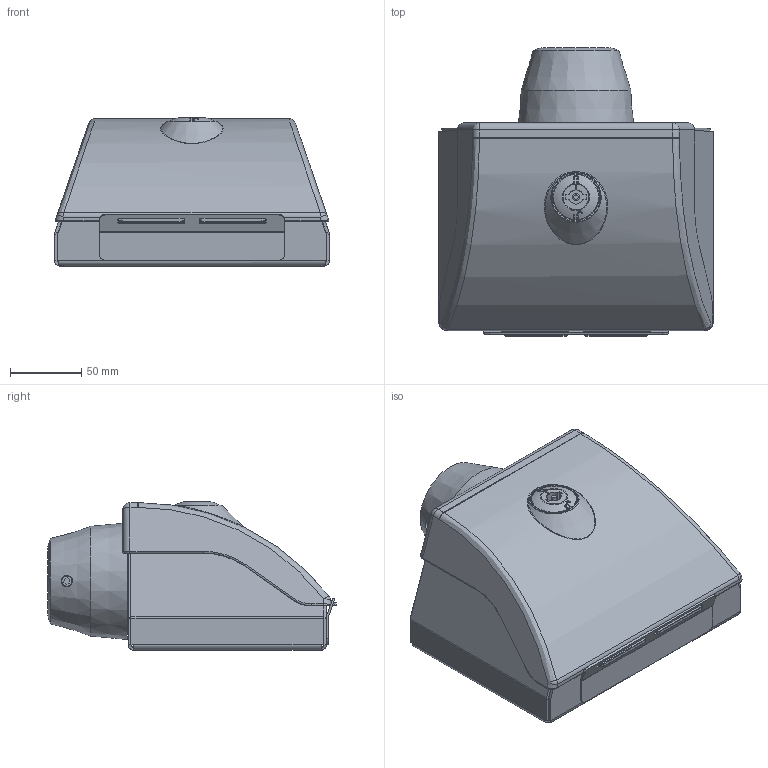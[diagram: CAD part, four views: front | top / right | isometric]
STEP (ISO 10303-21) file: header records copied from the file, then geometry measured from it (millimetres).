
FILE_DESCRIPTION (( 'STEP AP214' ), '1' );
FILE_NAME ('50103099.STEP', '2020-03-11T15:33:37', ( '' ), ( '' ), 'SwSTEP 2.0', 'SolidWorks 2018', '' );
FILE_SCHEMA (( 'AUTOMOTIVE_DESIGN' ));
Length unit declared in the file: millimetre
Products named in the file (34): 98319_1-077_01_0012267; 98319_100-0545_15-00012(10); 57037300_4; 57037300_1; 57037300; 57037300_3; 98319_1-078_N; 57037300_2; 40000019297; 98319_1-078_P1; 98319_1-078_FD; 82005_680; 41894; 42468_KAT50.103099; 42468; 98319_248-9803_01-01201_0_H; 98319; 50103099
Assembly tree (19 placements, depth 3):
  57037300
  57037300_3
  98319_1-078_N
  57037300_1
  57037300_2
Bounding box: 193.1 x 202.83 x 104.3 mm (x, y, z)
Volume: 311084.5 mm3; surface area: 268750.2 mm2
Topology: 13 solids, 19 shells, 1119 faces, 2657 edges, 1633 vertices
Faces by surface type: plane 471, cylinder 344, bspline 161, torus 75, cone 59, sphere 9
Full cylindrical faces by diameter (mm): 1.7 x2, 3 x1, 4.2 x4, 4.917 x1, 5 x7, 5.5 x6, 6 x1, 8 x4, 9.1 x1, 9.8 x4, 10 x2, 11.8 x4, 12.2 x1, 12.3 x1, 13.5 x1, 14 x2, 14.05 x1, 14.9 x1, 16.5 x1, 18 x1, 18.1 x1, 19.294 x1, 19.5 x1, 19.73 x1, 32 x1, 32.5 x1, 40 x2, 48.8 x1, 55 x1, 60.8 x1
Entity records: 40377 total; most frequent: CARTESIAN_POINT 15699, ORIENTED_EDGE 4880, DIRECTION 4537, EDGE_CURVE 2440, AXIS2_PLACEMENT_3D 1685, VERTEX_POINT 1544, EDGE_LOOP 1256, LINE 1167
